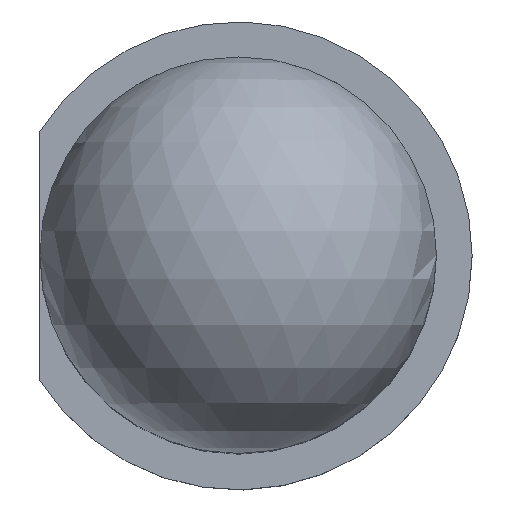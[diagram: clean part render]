
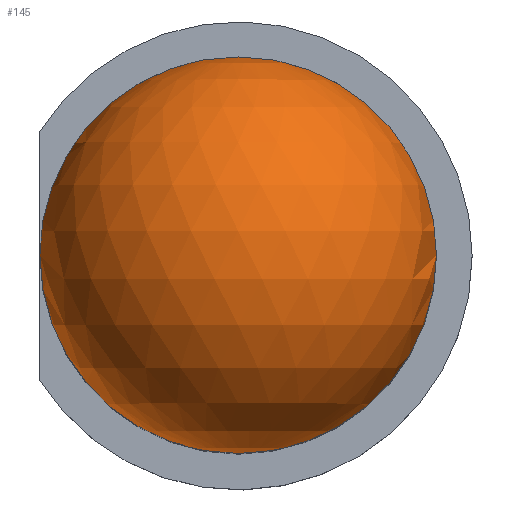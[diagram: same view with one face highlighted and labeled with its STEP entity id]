
A CAD part, top view. The second image highlights one B-rep face of the part: STEP entity #145.
In plain terms, the highlighted spherical face has radius 2.5 mm.
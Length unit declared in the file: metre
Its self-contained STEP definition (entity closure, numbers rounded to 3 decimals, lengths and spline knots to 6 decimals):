
#121 = EDGE_CURVE( '', #268, #268, #269, .T. );
#145 = ADVANCED_FACE( '', ( #296 ), #297, .T. );
#268 = VERTEX_POINT( '', #443 );
#269 = CIRCLE( '', #444, 0.0025 );
#296 = FACE_OUTER_BOUND( '', #488, .T. );
#297 = SPHERICAL_SURFACE( '', #489, 0.0025 );
#443 = CARTESIAN_POINT( '', ( 0., -0.002498, 0.0061 ) );
#444 = AXIS2_PLACEMENT_3D( '', #634, #635, #636 );
#488 = EDGE_LOOP( '', ( #662 ) );
#489 = AXIS2_PLACEMENT_3D( '', #663, #664, #665 );
#634 = CARTESIAN_POINT( '', ( 0., 0.000002, 0.0061 ) );
#635 = DIRECTION( '', ( 0., 0., -1. ) );
#636 = DIRECTION( '', ( 0., -1., 0. ) );
#662 = ORIENTED_EDGE( '', *, *, #121, .F. );
#663 = CARTESIAN_POINT( '', ( 0., 0.000002, 0.0061 ) );
#664 = DIRECTION( '', ( 0., 1., 0. ) );
#665 = DIRECTION( '', ( -1., 0., 0. ) );
